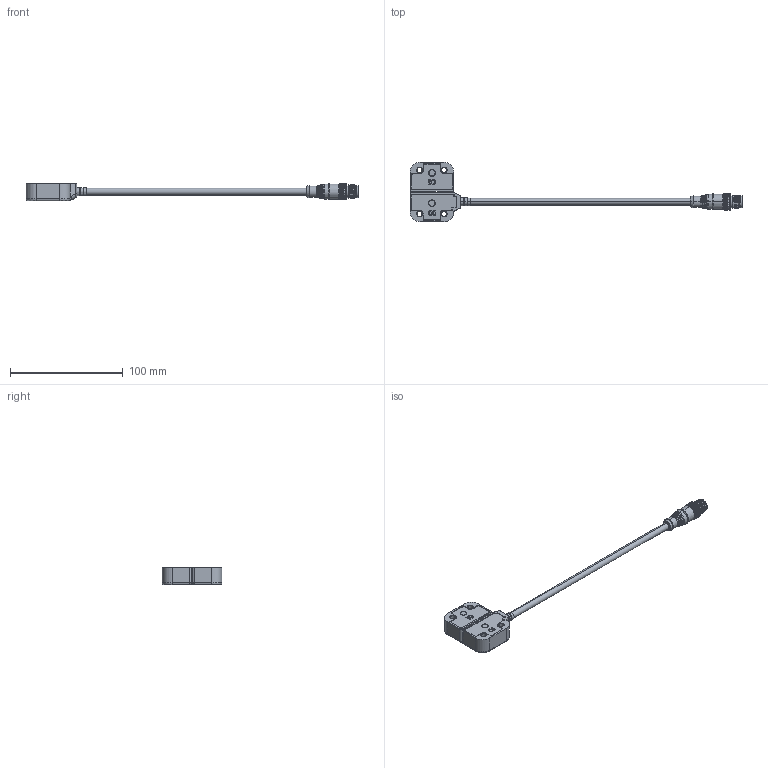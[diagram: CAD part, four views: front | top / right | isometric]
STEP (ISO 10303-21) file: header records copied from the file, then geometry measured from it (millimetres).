
FILE_DESCRIPTION (( 'STEP AP214' ), '1' );
FILE_NAME ('MMR-H-131008.step', '2017-09-27T14:09:19', ( '' ), ( '' ), 'SwSTEP 2.0', 'SolidWorks 2017', '' );
FILE_SCHEMA (( 'AUTOMOTIVE_DESIGN' ));
Length unit declared in the file: inch
Products named in the file (3): MMR-H-131008_2; MMR-H-131008_1; MMR-H-131008
Assembly tree (2 placements, depth 2):
  MMR-H-131008
    MMR-H-131008_1
    MMR-H-131008_2
Bounding box: 295 x 53 x 15.35 mm (x, y, z)
Volume: 26445.2 mm3; surface area: 24292 mm2
Topology: 8 solids, 8 shells, 943 faces, 2439 edges, 1493 vertices
Faces by surface type: cylinder 336, plane 330, bspline 199, cone 78
Entity records: 32927 total; most frequent: CARTESIAN_POINT 11032, ORIENTED_EDGE 4782, DIRECTION 4310, EDGE_CURVE 2391, AXIS2_PLACEMENT_3D 1642, VERTEX_POINT 1493, VECTOR 1026, LINE 1026
